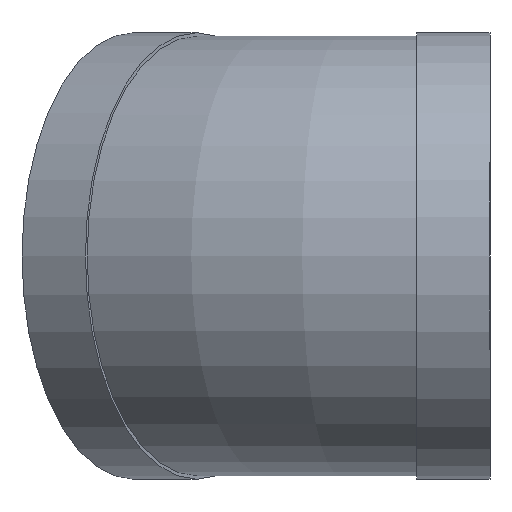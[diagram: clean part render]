
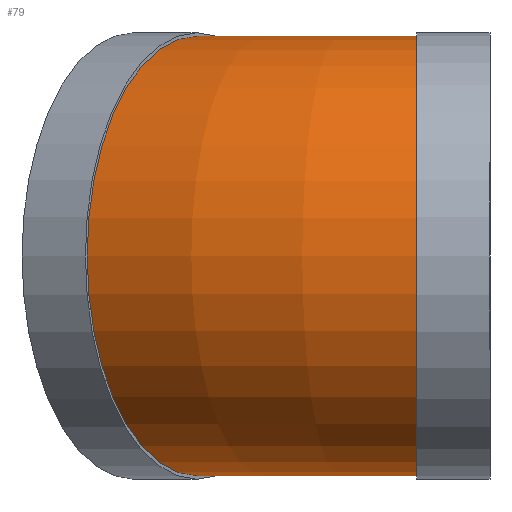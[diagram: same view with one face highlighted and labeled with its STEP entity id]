
A CAD part, left-side view. The second image highlights one B-rep face of the part: STEP entity #79.
In plain terms, the highlighted toroidal (fillet/blend) face has major radius 315 mm and minor radius 157.5 mm.
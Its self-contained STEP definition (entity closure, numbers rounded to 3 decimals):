
#79 = ADVANCED_FACE( '', ( #154, #155 ), #156, .T. );
#154 = FACE_OUTER_BOUND( '', #216, .T. );
#155 = FACE_OUTER_BOUND( '', #217, .T. );
#156 = TOROIDAL_SURFACE( '', #218, 315., 157.5 );
#216 = EDGE_LOOP( '', ( #286 ) );
#217 = EDGE_LOOP( '', ( #287 ) );
#218 = AXIS2_PLACEMENT_3D( '', #288, #289, #290 );
#286 = ORIENTED_EDGE( '', *, *, #314, .T. );
#287 = ORIENTED_EDGE( '', *, *, #311, .F. );
#288 = CARTESIAN_POINT( '', ( 315., 52.5, 0. ) );
#289 = DIRECTION( '', ( 0., 0., -1. ) );
#290 = DIRECTION( '', ( -1., 0., 0. ) );
#311 = EDGE_CURVE( '', #343, #343, #344, .T. );
#314 = EDGE_CURVE( '', #347, #347, #348, .T. );
#343 = VERTEX_POINT( '', #379 );
#344 = CIRCLE( '', #380, 157.5 );
#347 = VERTEX_POINT( '', #383 );
#348 = CIRCLE( '', #384, 157.5 );
#379 = CARTESIAN_POINT( '', ( 178.601, 131.25, 0. ) );
#380 = AXIS2_PLACEMENT_3D( '', #418, #419, #420 );
#383 = CARTESIAN_POINT( '', ( 157.5, 52.5, 0. ) );
#384 = AXIS2_PLACEMENT_3D( '', #421, #422, #423 );
#418 = CARTESIAN_POINT( '', ( 42.202, 210., 0. ) );
#419 = DIRECTION( '', ( 0.5, 0.866, 0. ) );
#420 = DIRECTION( '', ( 0.866, -0.5, 0. ) );
#421 = CARTESIAN_POINT( '', ( 0., 52.5, 0. ) );
#422 = DIRECTION( '', ( 0., 1., 0. ) );
#423 = DIRECTION( '', ( 1., 0., 0. ) );
